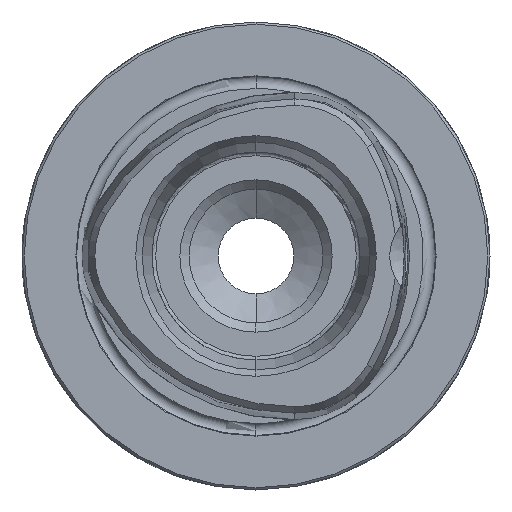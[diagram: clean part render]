
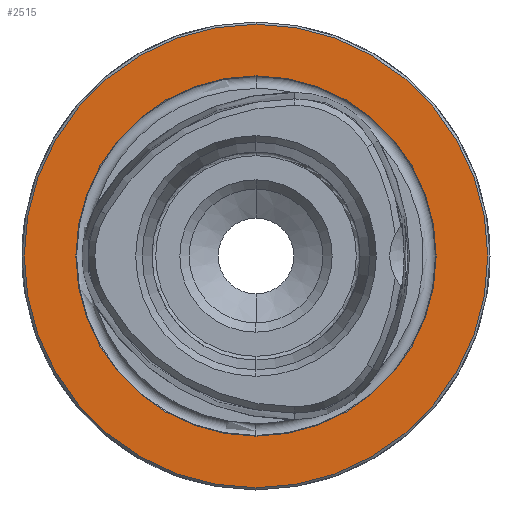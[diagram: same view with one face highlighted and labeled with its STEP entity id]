
A CAD part, left-side view. The second image highlights one B-rep face of the part: STEP entity #2515.
In plain terms, the highlighted planar face has unit normal (-1, 0, 0).
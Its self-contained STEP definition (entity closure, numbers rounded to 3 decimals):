
#205 = EDGE_CURVE ( 'NONE', #4645, #2644, #4490, .T. ) ;
#252 = CARTESIAN_POINT ( 'NONE',  ( 0., 0., 0. ) ) ;
#262 = DIRECTION ( 'NONE',  ( -1., 0., 0. ) ) ;
#741 = FACE_OUTER_BOUND ( 'NONE', #2179, .T. ) ;
#769 = PLANE ( 'NONE',  #2432 ) ;
#787 = CARTESIAN_POINT ( 'NONE',  ( 0., 0., 0. ) ) ;
#934 = AXIS2_PLACEMENT_3D ( 'NONE', #787, #4643, #2389 ) ;
#1086 = CARTESIAN_POINT ( 'NONE',  ( 0., 0., 24.25 ) ) ;
#1231 = AXIS2_PLACEMENT_3D ( 'NONE', #4842, #4817, #4467 ) ;
#1787 = DIRECTION ( 'NONE',  ( -1., 0., 0. ) ) ;
#1789 = AXIS2_PLACEMENT_3D ( 'NONE', #3583, #262, #4764 ) ;
#2179 = EDGE_LOOP ( 'NONE', ( #4003, #2651 ) ) ;
#2356 = AXIS2_PLACEMENT_3D ( 'NONE', #252, #1787, #2594 ) ;
#2389 = DIRECTION ( 'NONE',  ( 0., 0., 1. ) ) ;
#2432 = AXIS2_PLACEMENT_3D ( 'NONE', #4073, #4098, #3677 ) ;
#2444 = CIRCLE ( 'NONE', #934, 31.2 ) ;
#2515 = ADVANCED_FACE ( 'NONE', ( #3702, #741 ), #769, .F. ) ;
#2594 = DIRECTION ( 'NONE',  ( 0., 0., 1. ) ) ;
#2602 = EDGE_CURVE ( 'NONE', #4589, #4538, #3544, .T. ) ;
#2644 = VERTEX_POINT ( 'NONE', #3428 ) ;
#2651 = ORIENTED_EDGE ( 'NONE', *, *, #3790, .T. ) ;
#2808 = ORIENTED_EDGE ( 'NONE', *, *, #2602, .F. ) ;
#3066 = CARTESIAN_POINT ( 'NONE',  ( 0., 0., -31.2 ) ) ;
#3428 = CARTESIAN_POINT ( 'NONE',  ( 0., 0., 31.2 ) ) ;
#3456 = CARTESIAN_POINT ( 'NONE',  ( 0., 0., -24.25 ) ) ;
#3485 = EDGE_LOOP ( 'NONE', ( #2808, #3625 ) ) ;
#3515 = EDGE_CURVE ( 'NONE', #4538, #4589, #3865, .T. ) ;
#3544 = CIRCLE ( 'NONE', #1231, 24.25 ) ;
#3583 = CARTESIAN_POINT ( 'NONE',  ( 0., 0., 0. ) ) ;
#3625 = ORIENTED_EDGE ( 'NONE', *, *, #3515, .F. ) ;
#3677 = DIRECTION ( 'NONE',  ( 0., 0., -1. ) ) ;
#3702 = FACE_BOUND ( 'NONE', #3485, .T. ) ;
#3790 = EDGE_CURVE ( 'NONE', #2644, #4645, #2444, .T. ) ;
#3865 = CIRCLE ( 'NONE', #1789, 24.25 ) ;
#4003 = ORIENTED_EDGE ( 'NONE', *, *, #205, .T. ) ;
#4073 = CARTESIAN_POINT ( 'NONE',  ( 0., 24.25, 0. ) ) ;
#4098 = DIRECTION ( 'NONE',  ( 1., 0., 0. ) ) ;
#4467 = DIRECTION ( 'NONE',  ( 0., 0., 1. ) ) ;
#4490 = CIRCLE ( 'NONE', #2356, 31.2 ) ;
#4538 = VERTEX_POINT ( 'NONE', #3456 ) ;
#4589 = VERTEX_POINT ( 'NONE', #1086 ) ;
#4643 = DIRECTION ( 'NONE',  ( -1., 0., 0. ) ) ;
#4645 = VERTEX_POINT ( 'NONE', #3066 ) ;
#4764 = DIRECTION ( 'NONE',  ( 0., 0., 1. ) ) ;
#4817 = DIRECTION ( 'NONE',  ( -1., 0., 0. ) ) ;
#4842 = CARTESIAN_POINT ( 'NONE',  ( 0., 0., 0. ) ) ;
